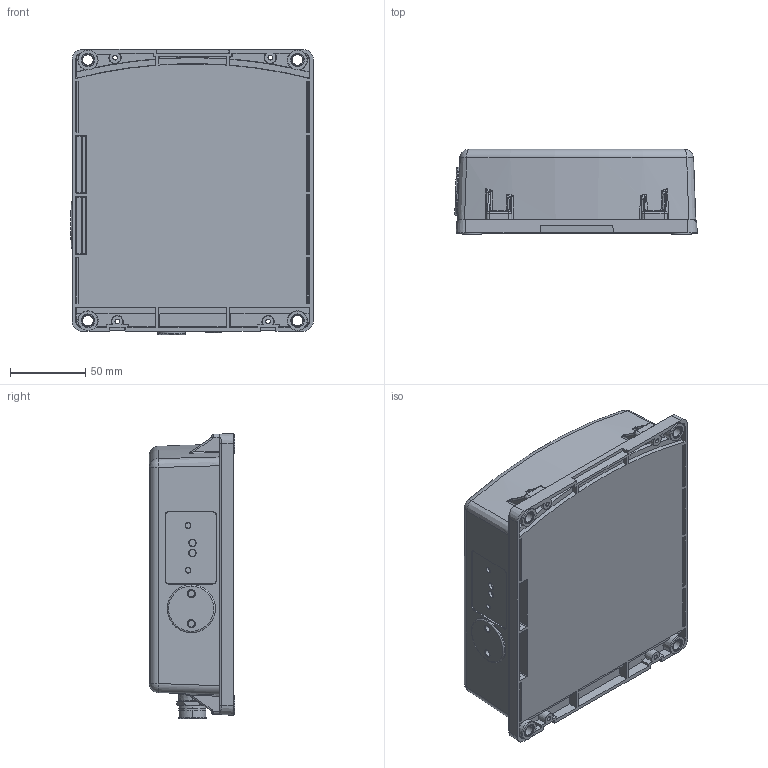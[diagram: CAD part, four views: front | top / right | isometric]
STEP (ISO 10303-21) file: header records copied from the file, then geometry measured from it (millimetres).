
FILE_DESCRIPTION((''),'2;1');
FILE_NAME('187874_ASM','2015-04-28T',('pdmadmin'),(''),'PRO/ENGINEER BY PARAMETRIC TECHNOLOGY CORPORATION, 2013230','PRO/ENGINEER BY PARAMETRIC TECHNOLOGY CORPORATION, 2013230','');
FILE_SCHEMA(('CONFIG_CONTROL_DESIGN'));
Products named in the file (11): 182106; 182106_ASM; 182107; 182286; 182107_ASM; 150169; 150171; 41089; 156363; 58889; 187874_ASM
Assembly tree (13 placements, depth 3):
  187874_ASM
    182106_ASM
      182106
    182107_ASM
      182107
      182286  x4
    150169
    150171
    41089
    156363
    58889
Bounding box: 160.84 x 56.5 x 189.15 mm (x, y, z)
Volume: 304391.9 mm3; surface area: 209106.3 mm2
Topology: 11 solids, 12 shells, 1603 faces, 3918 edges, 2444 vertices
Faces by surface type: plane 552, cylinder 426, bspline 263, cone 248, sphere 64, torus 50
Entity records: 65961 total; most frequent: CARTESIAN_POINT 31151, ORIENTED_EDGE 7636, DIRECTION 6597, EDGE_CURVE 3820, AXIS2_PLACEMENT_3D 2558, VERTEX_POINT 2384, EDGE_LOOP 1702, FACE_OUTER_BOUND 1555
